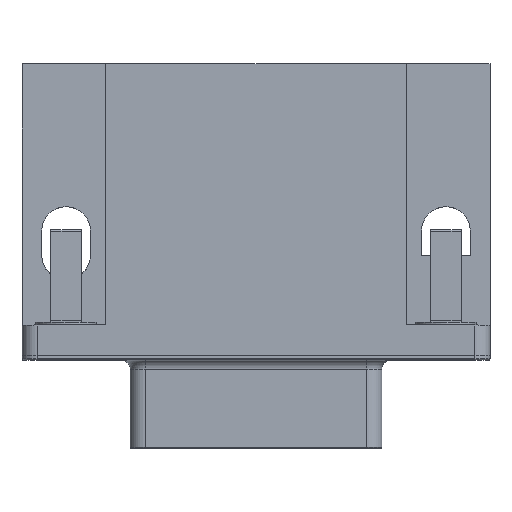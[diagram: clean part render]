
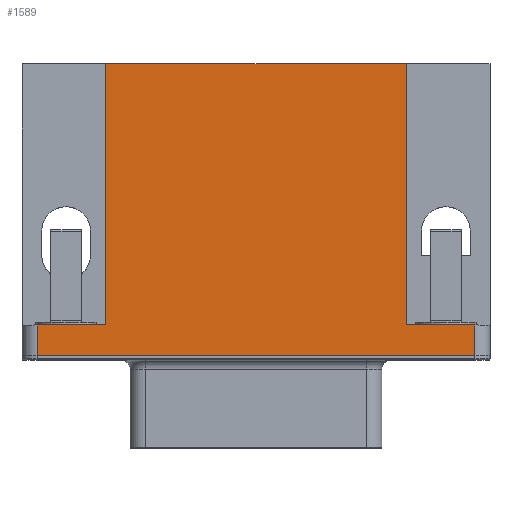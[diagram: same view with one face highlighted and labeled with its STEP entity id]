
A CAD part, top view. The second image highlights one B-rep face of the part: STEP entity #1589.
In plain terms, the highlighted planar face has unit normal (0, 0, 1).
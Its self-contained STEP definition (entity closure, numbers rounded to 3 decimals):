
#29=DIRECTION('',(0.,-1.,0.));
#62=DIRECTION('',(0.,0.,1.));
#93=DIRECTION('',(0.,1.,0.));
#94=DIRECTION('',(1.,0.,0.));
#170=DIRECTION('',(-1.,0.,0.));
#180=VECTOR('',#29,1.);
#243=VECTOR('',#94,1.);
#310=VECTOR('',#170,1.);
#1423=VERTEX_POINT('',#1424);
#1424=CARTESIAN_POINT('',(-8.86,-17.4,12.5));
#1427=ORIENTED_EDGE('',*,*,#1428,.F.);
#1428=EDGE_CURVE('',#1429,#1423,#1431,.T.);
#1429=VERTEX_POINT('',#1430);
#1430=CARTESIAN_POINT('',(19.94,-17.4,12.5));
#1431=LINE('',#1430,#310);
#1589=ADVANCED_FACE('',(#1590),#1630,.T.);
#1590=FACE_BOUND('',#1591,.T.);
#1591=EDGE_LOOP('',(#1427,#1592,#1598,#1603,#1609,#1615,#1621,#1627));
#1592=ORIENTED_EDGE('',*,*,#1593,.T.);
#1593=EDGE_CURVE('',#1429,#1594,#1596,.T.);
#1594=VERTEX_POINT('',#1595);
#1595=CARTESIAN_POINT('',(19.94,-15.4,12.5));
#1596=LINE('',#1430,#1597);
#1597=VECTOR('',#93,1.);
#1598=ORIENTED_EDGE('',*,*,#1599,.F.);
#1599=EDGE_CURVE('',#1600,#1594,#1602,.T.);
#1600=VERTEX_POINT('',#1601);
#1601=CARTESIAN_POINT('',(15.44,-15.4,12.5));
#1602=LINE('',#1595,#243);
#1603=ORIENTED_EDGE('',*,*,#1604,.F.);
#1604=EDGE_CURVE('',#1605,#1600,#1607,.T.);
#1605=VERTEX_POINT('',#1606);
#1606=CARTESIAN_POINT('',(15.44,1.8,12.5));
#1607=LINE('',#1608,#180);
#1608=CARTESIAN_POINT('',(15.44,-16.4,12.5));
#1609=ORIENTED_EDGE('',*,*,#1610,.T.);
#1610=EDGE_CURVE('',#1605,#1611,#1613,.T.);
#1611=VERTEX_POINT('',#1612);
#1612=CARTESIAN_POINT('',(-4.36,1.8,12.5));
#1613=LINE('',#1614,#310);
#1614=CARTESIAN_POINT('',(20.94,1.8,12.5));
#1615=ORIENTED_EDGE('',*,*,#1616,.F.);
#1616=EDGE_CURVE('',#1617,#1611,#1619,.T.);
#1617=VERTEX_POINT('',#1618);
#1618=CARTESIAN_POINT('',(-4.36,-15.4,12.5));
#1619=LINE('',#1620,#1597);
#1620=CARTESIAN_POINT('',(-4.36,-16.4,12.5));
#1621=ORIENTED_EDGE('',*,*,#1622,.F.);
#1622=EDGE_CURVE('',#1623,#1617,#1625,.T.);
#1623=VERTEX_POINT('',#1624);
#1624=CARTESIAN_POINT('',(-8.86,-15.4,12.5));
#1625=LINE('',#1626,#243);
#1626=CARTESIAN_POINT('',(6.54,-15.4,12.5));
#1627=ORIENTED_EDGE('',*,*,#1628,.F.);
#1628=EDGE_CURVE('',#1423,#1623,#1629,.T.);
#1629=LINE('',#1424,#1597);
#1630=PLANE('',#1631);
#1631=AXIS2_PLACEMENT_3D('',#1632,#62,#170);
#1632=CARTESIAN_POINT('',(20.94,-17.4,12.5));
